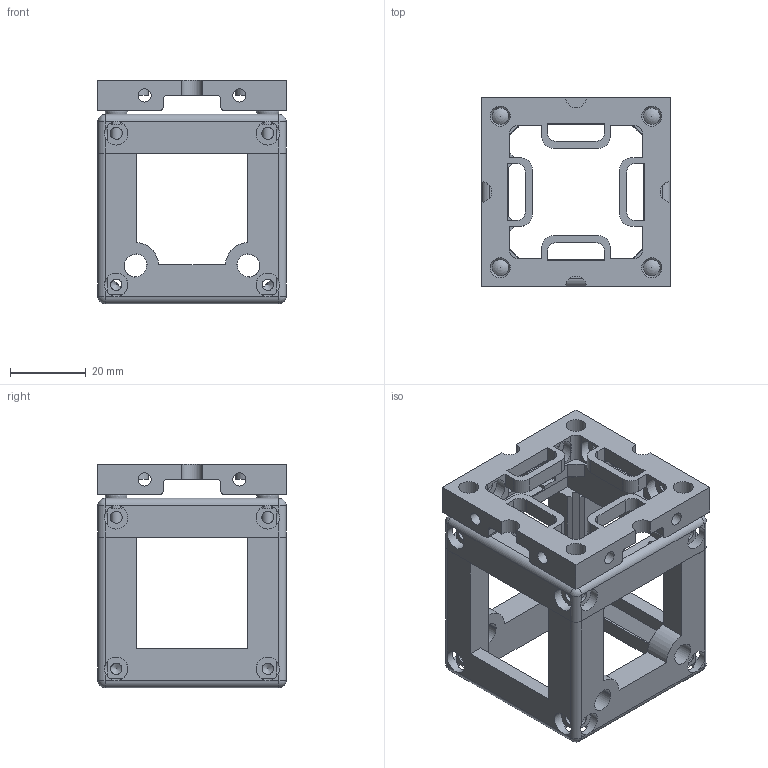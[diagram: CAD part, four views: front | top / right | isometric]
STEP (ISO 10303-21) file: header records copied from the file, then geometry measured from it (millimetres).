
FILE_DESCRIPTION(/* description */ (''),/* implementation_level */ '2;1');
FILE_NAME(/* name */ 'BASE_CUBE.stp',/* time_stamp */ '2018-08-21T16:27:23+02:00',/* author */ ('diederichbenedict'),/* organization */ (''),/* preprocessor_version */ 'ST-DEVELOPER v16.1',/* originating_system */ 'Autodesk Inventor 2016',/* authorisation */ '');
FILE_SCHEMA (('AUTOMOTIVE_DESIGN { 1 0 10303 214 3 1 1 }'));
Length unit declared in the file: millimetre
Products named in the file (6): 10_Lid_el_v0; 10_Cube_v0; 00_Base_v0; 00_BallMagnets_6mm; DIN 912 - M3 x 0.5 x 12 x 10.75; Assembly_Cube
Assembly tree (8 placements, depth 2):
  Assembly_Cube
    10_Lid_el_v0
    10_Cube_v0
    00_Base_v0
    00_BallMagnets_6mm
    DIN 912 - M3 x 0.5 x 12 x 10.75  x4
Bounding box: 50 x 50 x 59 mm (x, y, z)
Volume: 37438 mm3; surface area: 28820.5 mm2
Topology: 11 solids, 11 shells, 527 faces, 1705 edges, 1090 vertices
Faces by surface type: plane 280, cylinder 187, cone 36, sphere 16, torus 8
Full cylindrical faces by diameter (mm): 1.8 x4, 2.9 x4, 3 x28, 3.2 x24, 3.5 x8, 5.3 x4, 5.5 x4, 6 x4, 6.2 x20, 7 x8
Entity records: 16578 total; most frequent: CARTESIAN_POINT 3230, DIRECTION 2815, ORIENTED_EDGE 2682, EDGE_CURVE 1341, AXIS2_PLACEMENT_3D 1042, VERTEX_POINT 905, LINE 731, VECTOR 731
